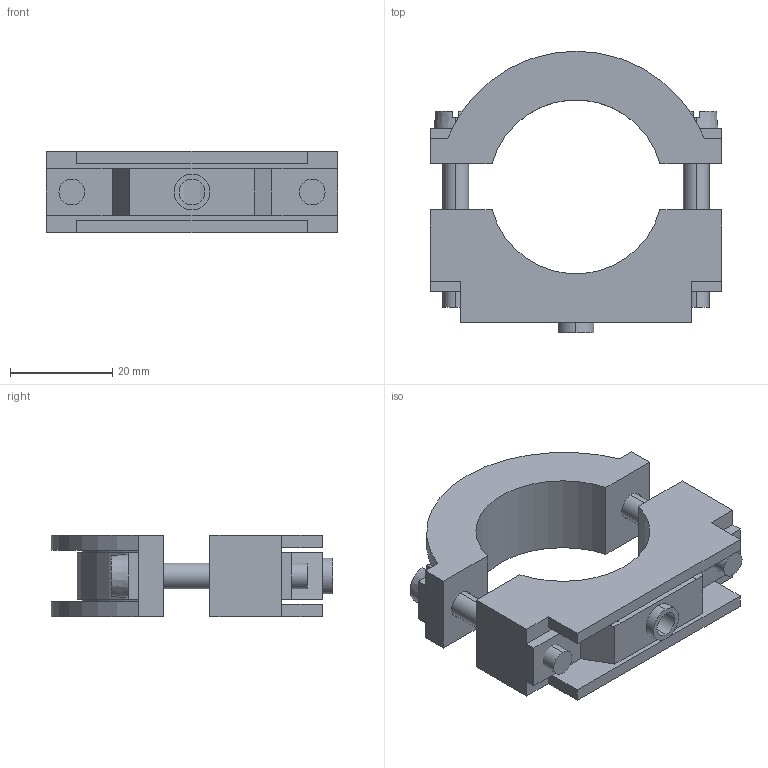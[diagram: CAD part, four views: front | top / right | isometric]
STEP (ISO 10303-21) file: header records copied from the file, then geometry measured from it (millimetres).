
FILE_DESCRIPTION (( 'STEP AP214' ), '1' );
FILE_NAME ('2158345.stp', '2018-11-29T09:37:23', ( '' ), ( '' ), 'SwSTEP 2.0', 'SolidWorks 2018', '' );
FILE_SCHEMA (( 'AUTOMOTIVE_DESIGN' ));
Length unit declared in the file: millimetre
Products named in the file (6): 016862_ISO 1207 - M5 x 35 --- 35N; 001954_Standard; 001930_Standard; 071624_24-34; 071651_24-34; 2158345
Assembly tree (6 placements, depth 2):
  2158345
    071651_24-34
    071624_24-34
    001930_Standard
    001954_Standard
    016862_ISO 1207 - M5 x 35 --- 35N  x2
Bounding box: 57 x 55 x 16 mm (x, y, z)
Volume: 18880.4 mm3; surface area: 13993.1 mm2
Topology: 6 solids, 6 shells, 124 faces, 325 edges, 216 vertices
Faces by surface type: plane 86, cylinder 34, cone 4
Entity records: 3914 total; most frequent: CARTESIAN_POINT 746, DIRECTION 614, ORIENTED_EDGE 602, EDGE_CURVE 301, LINE 218, VECTOR 218, VERTEX_POINT 200, AXIS2_PLACEMENT_3D 198
